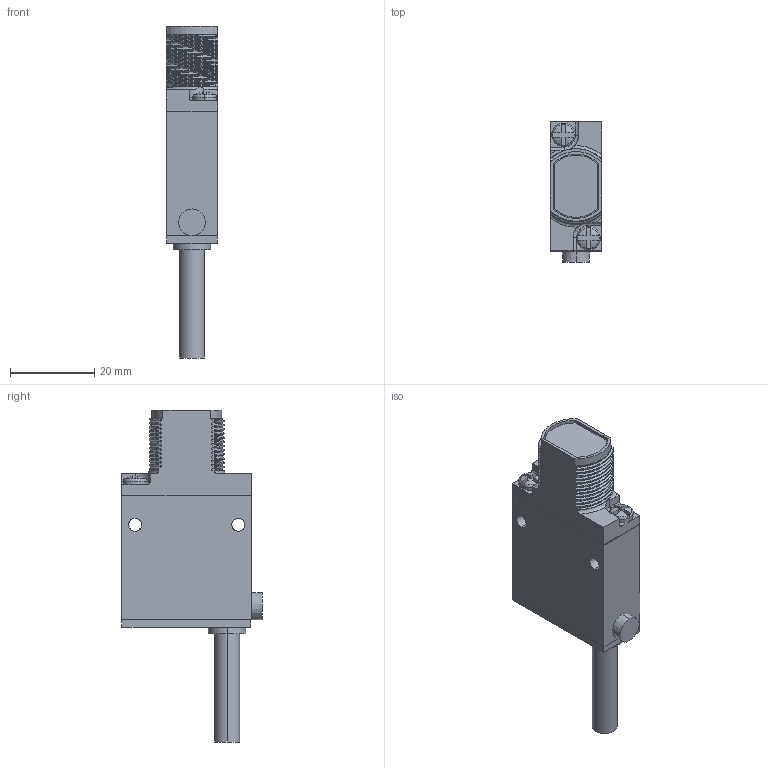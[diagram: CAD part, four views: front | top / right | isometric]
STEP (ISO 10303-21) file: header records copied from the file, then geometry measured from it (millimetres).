
FILE_DESCRIPTION((''),'2;1');
FILE_NAME('154455_SM01_ASM','2025-09-12T08:45:46',('banengservice'),('BANNER ENGINEERING'),'CREO PARAMETRIC BY PTC INC, 2022414','CREO PARAMETRIC BY PTC INC, 2022414','');
FILE_SCHEMA(('CONFIG_CONTROL_DESIGN'));
Products named in the file (3): 154455_EP01; 09460_WEB; 154455_SM01_ASM
Assembly tree (2 placements, depth 2):
  154455_SM01_ASM
    154455_EP01
    09460_WEB
Bounding box: 12.09 x 33.32 x 78.6 mm (x, y, z)
Volume: 17208.4 mm3; surface area: 6314.4 mm2
Topology: 2 solids, 2 shells, 248 faces, 666 edges, 434 vertices
Faces by surface type: bspline 80, plane 68, cylinder 68, cone 12, torus 10, sphere 10
Entity records: 12507 total; most frequent: CARTESIAN_POINT 6774, ORIENTED_EDGE 1328, DIRECTION 930, EDGE_CURVE 664, VERTEX_POINT 434, AXIS2_PLACEMENT_3D 327, VECTOR 276, LINE 276
